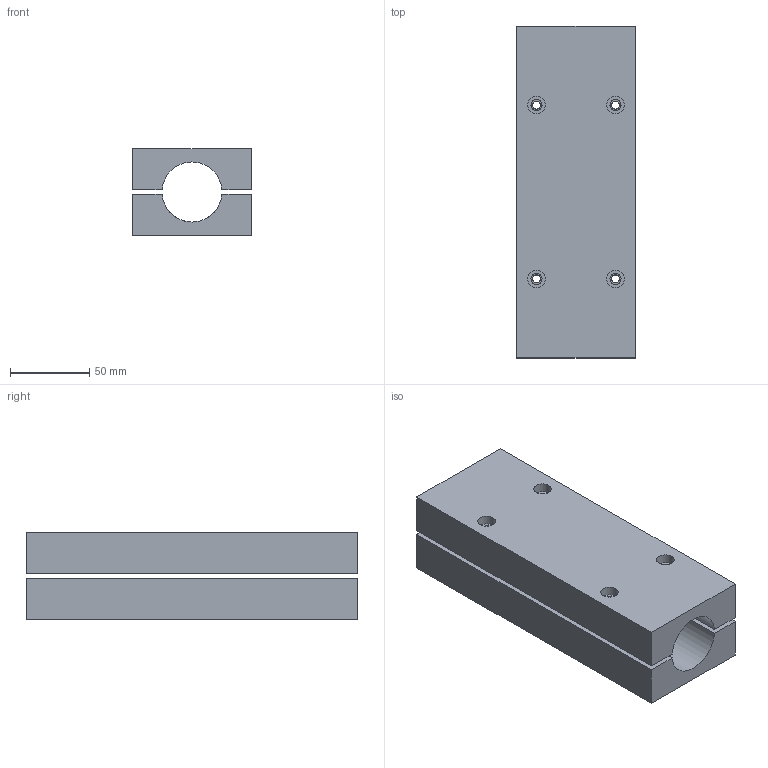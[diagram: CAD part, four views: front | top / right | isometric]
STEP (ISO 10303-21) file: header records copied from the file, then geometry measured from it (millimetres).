
FILE_DESCRIPTION(/* description */ (''),/* implementation_level */ '2;1');
FILE_NAME(/* name */ 'Pince 38mm v3 v4.step',/* time_stamp */ '2023-06-09T15:16:32+02:00',/* author */ (''),/* organization */ (''),/* preprocessor_version */ 'ST-DEVELOPER v19.2',/* originating_system */ 'Autodesk Translation Framework v12.6.0.85',/* authorisation */ '');
FILE_SCHEMA (('AUTOMOTIVE_DESIGN { 1 0 10303 214 3 1 1 }'));
Length unit declared in the file: millimetre
Products named in the file (1): Pince 38mm v3
Bounding box: 75 x 210 x 55 mm (x, y, z)
Volume: 596387.6 mm3; surface area: 102831.1 mm2
Topology: 2 solids, 2 shells, 36 faces, 84 edges, 56 vertices
Faces by surface type: cylinder 18, plane 18
Full cylindrical faces by diameter (mm): 5.035 x8, 7 x4, 11 x4
Entity records: 1252 total; most frequent: CARTESIAN_POINT 317, DIRECTION 186, ORIENTED_EDGE 168, EDGE_CURVE 84, AXIS2_PLACEMENT_3D 69, EDGE_LOOP 64, VERTEX_POINT 56, LINE 48
